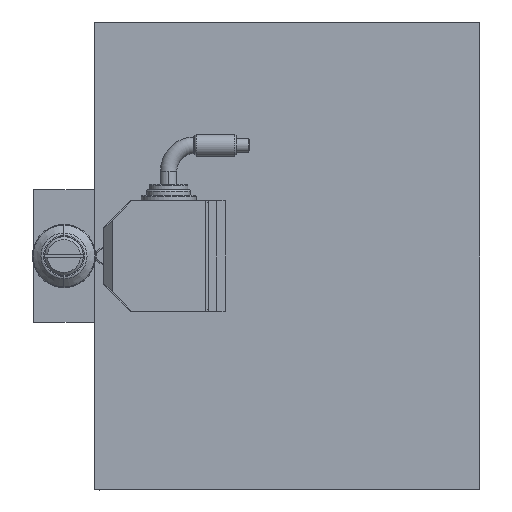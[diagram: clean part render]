
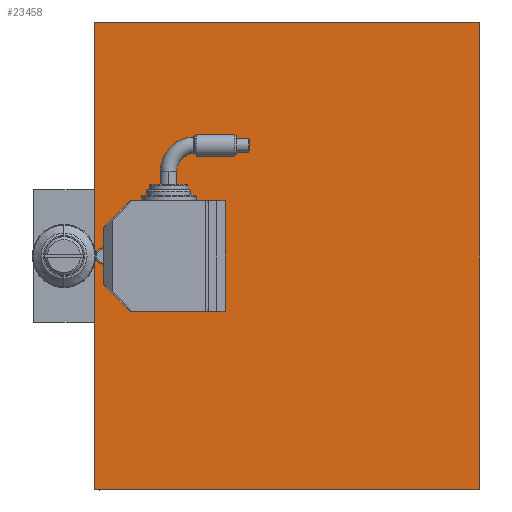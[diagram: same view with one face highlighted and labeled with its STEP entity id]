
A CAD part, left-side view. The second image highlights one B-rep face of the part: STEP entity #23458.
In plain terms, the highlighted face is planar.
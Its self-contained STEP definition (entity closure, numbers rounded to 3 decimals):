
#717 = VERTEX_POINT ( 'NONE', #17614 ) ;
#825 = VECTOR ( 'NONE', #30019, 1000. ) ;
#2093 = ORIENTED_EDGE ( 'NONE', *, *, #44963, .T. ) ;
#3298 = EDGE_CURVE ( 'NONE', #42914, #717, #17818, .T. ) ;
#5962 = EDGE_CURVE ( 'NONE', #49110, #33867, #32432, .T. ) ;
#7555 = AXIS2_PLACEMENT_3D ( 'NONE', #41348, #32538, #47955 ) ;
#11342 = LINE ( 'NONE', #14628, #32421 ) ;
#11588 = EDGE_CURVE ( 'NONE', #40858, #36484, #40884, .T. ) ;
#13010 = VECTOR ( 'NONE', #45059, 1000. ) ;
#14628 = CARTESIAN_POINT ( 'NONE',  ( 155., 70., -85. ) ) ;
#14853 = EDGE_CURVE ( 'NONE', #36484, #34070, #29657, .T. ) ;
#14949 = CARTESIAN_POINT ( 'NONE',  ( 155., -77.35, -77.35 ) ) ;
#15393 = LINE ( 'NONE', #27794, #49442 ) ;
#15450 = DIRECTION ( 'NONE',  ( 0., 0.707, -0.707 ) ) ;
#17614 = CARTESIAN_POINT ( 'NONE',  ( 155., -69.7, -85. ) ) ;
#17818 = LINE ( 'NONE', #14949, #18586 ) ;
#18586 = VECTOR ( 'NONE', #15450, 1000. ) ;
#19024 = CARTESIAN_POINT ( 'NONE',  ( 155., -70., -84.7 ) ) ;
#19204 = EDGE_LOOP ( 'NONE', ( #42504, #33824, #30293, #24136, #26126, #46279, #2093, #25041 ) ) ;
#19751 = CARTESIAN_POINT ( 'NONE',  ( 155., -69.7, 85. ) ) ;
#19879 = CARTESIAN_POINT ( 'NONE',  ( 155., 70., 84.7 ) ) ;
#20595 = CARTESIAN_POINT ( 'NONE',  ( 155., 70., -84.7 ) ) ;
#21921 = VECTOR ( 'NONE', #36217, 1000. ) ;
#23458 = ADVANCED_FACE ( 'NONE', ( #28989 ), #36573, .T. ) ;
#23600 = DIRECTION ( 'NONE',  ( 0., 0., -1. ) ) ;
#23858 = CARTESIAN_POINT ( 'NONE',  ( 155., -70., 85. ) ) ;
#23956 = CARTESIAN_POINT ( 'NONE',  ( 155., 69.7, 85. ) ) ;
#24136 = ORIENTED_EDGE ( 'NONE', *, *, #32745, .T. ) ;
#24443 = DIRECTION ( 'NONE',  ( 0., -0.707, 0.707 ) ) ;
#25041 = ORIENTED_EDGE ( 'NONE', *, *, #3298, .T. ) ;
#26126 = ORIENTED_EDGE ( 'NONE', *, *, #11588, .T. ) ;
#26363 = CARTESIAN_POINT ( 'NONE',  ( 155., -70., 84.7 ) ) ;
#26460 = CARTESIAN_POINT ( 'NONE',  ( 155., 70., 85. ) ) ;
#27794 = CARTESIAN_POINT ( 'NONE',  ( 155., -70., -85. ) ) ;
#28703 = VECTOR ( 'NONE', #24443, 1000. ) ;
#28989 = FACE_OUTER_BOUND ( 'NONE', #19204, .T. ) ;
#29657 = LINE ( 'NONE', #41264, #13010 ) ;
#30019 = DIRECTION ( 'NONE',  ( 0., -1., 0. ) ) ;
#30293 = ORIENTED_EDGE ( 'NONE', *, *, #44520, .T. ) ;
#30822 = DIRECTION ( 'NONE',  ( 0., 1., 0. ) ) ;
#31188 = LINE ( 'NONE', #23858, #40456 ) ;
#32421 = VECTOR ( 'NONE', #34343, 1000. ) ;
#32432 = LINE ( 'NONE', #40749, #21921 ) ;
#32538 = DIRECTION ( 'NONE',  ( 1., 0., 0. ) ) ;
#32745 = EDGE_CURVE ( 'NONE', #36329, #40858, #36299, .T. ) ;
#33824 = ORIENTED_EDGE ( 'NONE', *, *, #5962, .T. ) ;
#33867 = VERTEX_POINT ( 'NONE', #20595 ) ;
#34070 = VERTEX_POINT ( 'NONE', #26363 ) ;
#34343 = DIRECTION ( 'NONE',  ( 0., 0., 1. ) ) ;
#36217 = DIRECTION ( 'NONE',  ( 0., 0.707, 0.707 ) ) ;
#36299 = LINE ( 'NONE', #43650, #28703 ) ;
#36329 = VERTEX_POINT ( 'NONE', #19879 ) ;
#36484 = VERTEX_POINT ( 'NONE', #19751 ) ;
#36573 = PLANE ( 'NONE',  #7555 ) ;
#40456 = VECTOR ( 'NONE', #23600, 1000. ) ;
#40749 = CARTESIAN_POINT ( 'NONE',  ( 155., 77.35, -77.35 ) ) ;
#40858 = VERTEX_POINT ( 'NONE', #23956 ) ;
#40884 = LINE ( 'NONE', #26460, #825 ) ;
#41199 = CARTESIAN_POINT ( 'NONE',  ( 155., 69.7, -85. ) ) ;
#41264 = CARTESIAN_POINT ( 'NONE',  ( 155., -77.35, 77.35 ) ) ;
#41348 = CARTESIAN_POINT ( 'NONE',  ( 155., 0., 0. ) ) ;
#42504 = ORIENTED_EDGE ( 'NONE', *, *, #47330, .T. ) ;
#42914 = VERTEX_POINT ( 'NONE', #19024 ) ;
#43650 = CARTESIAN_POINT ( 'NONE',  ( 155., 77.35, 77.35 ) ) ;
#44520 = EDGE_CURVE ( 'NONE', #33867, #36329, #11342, .T. ) ;
#44963 = EDGE_CURVE ( 'NONE', #34070, #42914, #31188, .T. ) ;
#45059 = DIRECTION ( 'NONE',  ( 0., -0.707, -0.707 ) ) ;
#46279 = ORIENTED_EDGE ( 'NONE', *, *, #14853, .T. ) ;
#47330 = EDGE_CURVE ( 'NONE', #717, #49110, #15393, .T. ) ;
#47955 = DIRECTION ( 'NONE',  ( 0., 0., -1. ) ) ;
#49110 = VERTEX_POINT ( 'NONE', #41199 ) ;
#49442 = VECTOR ( 'NONE', #30822, 1000. ) ;
